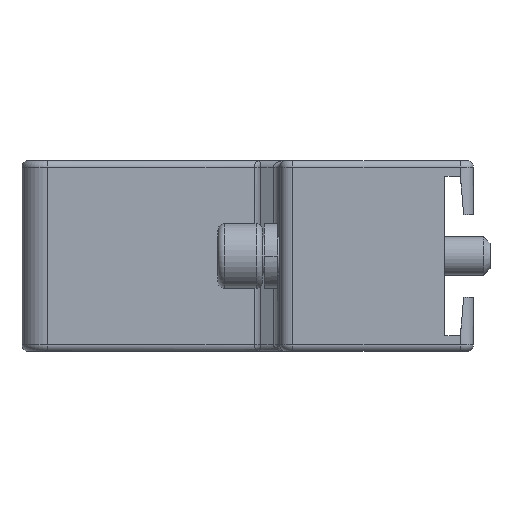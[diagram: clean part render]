
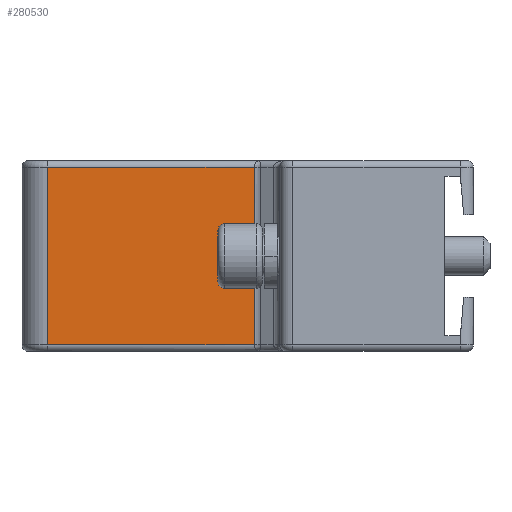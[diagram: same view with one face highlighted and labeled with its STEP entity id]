
A CAD part, left-side view. The second image highlights one B-rep face of the part: STEP entity #280530.
In plain terms, the highlighted planar face has unit normal (-1, 0, 0).
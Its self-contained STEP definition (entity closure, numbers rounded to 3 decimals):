
#15930=CARTESIAN_POINT('',(19.7,67.,0.5));
#15940=VERTEX_POINT('',#15930);
#15970=CARTESIAN_POINT('',(19.7,0.,0.5));
#15980=DIRECTION('',(0.,-1.,0.));
#15990=VECTOR('',#15980,1.);
#16000=LINE('',#15970,#15990);
#16010=CARTESIAN_POINT('',(19.7,51.,0.5));
#16020=VERTEX_POINT('',#16010);
#16030=EDGE_CURVE('',#15940,#16020,#16000,.T.);
#19290=CARTESIAN_POINT('',(19.7,0.,14.3));
#19300=DIRECTION('',(0.,-1.,0.));
#19310=VECTOR('',#19300,1.);
#19320=LINE('',#19290,#19310);
#19330=CARTESIAN_POINT('',(19.7,67.,14.3));
#19340=VERTEX_POINT('',#19330);
#19350=CARTESIAN_POINT('',(19.7,51.,14.3));
#19360=VERTEX_POINT('',#19350);
#19370=EDGE_CURVE('',#19340,#19360,#19320,.T.);
#280320=CARTESIAN_POINT('',(19.7,49.,0.));
#280330=DIRECTION('',(-1.,0.,0.));
#280340=DIRECTION('',(0.,1.,0.));
#280350=AXIS2_PLACEMENT_3D('',#280320,#280330,#280340);
#280360=PLANE('',#280350);
#280370=CARTESIAN_POINT('',(19.7,67.,0.));
#280380=DIRECTION('',(0.,0.,1.));
#280390=VECTOR('',#280380,1.);
#280400=LINE('',#280370,#280390);
#280410=EDGE_CURVE('',#15940,#19340,#280400,.T.);
#280420=ORIENTED_EDGE('',*,*,#280410,.F.);
#280430=ORIENTED_EDGE('',*,*,#19370,.F.);
#280440=CARTESIAN_POINT('',(19.7,51.,0.));
#280450=DIRECTION('',(0.,0.,-1.));
#280460=VECTOR('',#280450,1.);
#280470=LINE('',#280440,#280460);
#280480=EDGE_CURVE('',#19360,#16020,#280470,.T.);
#280490=ORIENTED_EDGE('',*,*,#280480,.F.);
#280500=ORIENTED_EDGE('',*,*,#16030,.T.);
#280510=EDGE_LOOP('',(#280500,#280490,#280430,#280420));
#280520=FACE_OUTER_BOUND('',#280510,.T.);
#280530=ADVANCED_FACE('',(#280520),#280360,.T.);
